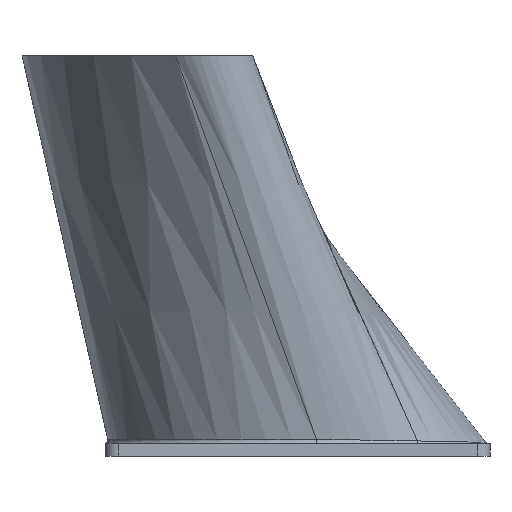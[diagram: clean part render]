
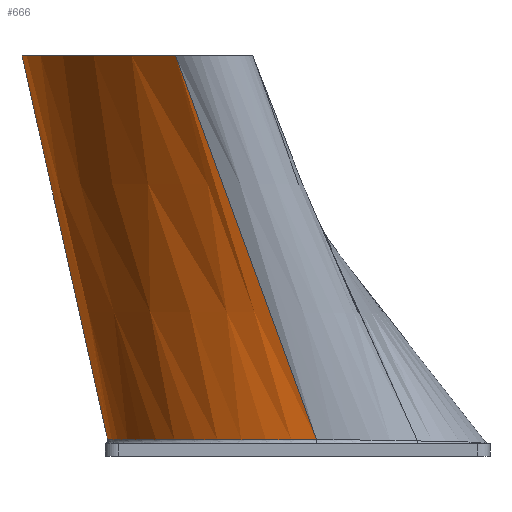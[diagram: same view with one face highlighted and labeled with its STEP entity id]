
A CAD part, left-side view. The second image highlights one B-rep face of the part: STEP entity #666.
In plain terms, the highlighted free-form (B-spline) face has degree [3, 3] with [10, 4] control points.
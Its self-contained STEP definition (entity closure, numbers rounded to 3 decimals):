
#31=LINE($,#1556,#54);
#54=VECTOR($,#800,130.062);
#107=FACE_OUTER_BOUND($,#151,.T.);
#151=EDGE_LOOP($,(#498,#499,#500,#501,#502));
#207=CIRCLE($,#717,97.25);
#233=B_SPLINE_CURVE_WITH_KNOTS($,3,(#1233,#1234,#1235,#1236,#1237,#1238,
#1239,#1240,#1241,#1242,#1243,#1244),.UNSPECIFIED.,.F.,.F.,(4,1,1,1,1,1,
1,1,1,4),(0.,1.352,2.705,3.719,4.733,
5.41,6.086,6.762,8.114,9.467),
 .UNSPECIFIED.);
#242=B_SPLINE_CURVE_WITH_KNOTS($,3,(#1433,#1434,#1435,#1436),
 .UNSPECIFIED.,.F.,.F.,(4,4),(0.,0.546),.UNSPECIFIED.);
#243=B_SPLINE_CURVE_WITH_KNOTS($,3,(#1508,#1509,#1510,#1511),
 .UNSPECIFIED.,.F.,.F.,(4,4),(-12.273,0.),.UNSPECIFIED.);
#280=VERTEX_POINT($,#1230);
#281=VERTEX_POINT($,#1232);
#286=VERTEX_POINT($,#1397);
#299=VERTEX_POINT($,#1507);
#301=VERTEX_POINT($,#1555);
#349=EDGE_CURVE($,#280,#281,#233,.T.);
#361=EDGE_CURVE($,#281,#286,#242,.T.);
#377=EDGE_CURVE($,#286,#299,#243,.T.);
#380=EDGE_CURVE($,#301,#280,#31,.T.);
#381=EDGE_CURVE($,#299,#301,#207,.T.);
#498=ORIENTED_EDGE($,*,*,#361,.F.);
#499=ORIENTED_EDGE($,*,*,#349,.F.);
#500=ORIENTED_EDGE($,*,*,#380,.F.);
#501=ORIENTED_EDGE($,*,*,#381,.F.);
#502=ORIENTED_EDGE($,*,*,#377,.F.);
#643=B_SPLINE_SURFACE_WITH_KNOTS($,3,3,((#1515,#1516,#1517,#1518),(#1519,
#1520,#1521,#1522),(#1523,#1524,#1525,#1526),(#1527,#1528,#1529,#1530),
(#1531,#1532,#1533,#1534),(#1535,#1536,#1537,#1538),(#1539,#1540,#1541,
#1542),(#1543,#1544,#1545,#1546),(#1547,#1548,#1549,#1550),(#1551,#1552,
#1553,#1554)),.UNSPECIFIED.,.F.,.F.,.F.,(4,1,1,1,1,1,1,4),(4,4),(0.5,0.571,
0.643,0.714,0.786,0.857,
0.929,1.),(0.,0.99),.UNSPECIFIED.);
#666=ADVANCED_FACE($,(#107),#643,.F.);
#717=AXIS2_PLACEMENT_3D($,#1557,#801,#802);
#800=DIRECTION($,(0.191,-0.338,-0.921));
#801=DIRECTION('center_axis',(0.,0.,1.));
#802=DIRECTION('ref_axis',(0.862,-0.508,0.));
#1230=CARTESIAN_POINT('',(-58.903,-5.89,5.168));
#1232=CARTESIAN_POINT('',(-5.369,59.028,5.218));
#1233=CARTESIAN_POINT('Ctrl Pts',(-58.903,-5.89,5.168));
#1234=CARTESIAN_POINT('Ctrl Pts',(-59.346,-1.472,5.167));
#1235=CARTESIAN_POINT('Ctrl Pts',(-59.264,7.425,5.183));
#1236=CARTESIAN_POINT('Ctrl Pts',(-56.353,19.465,5.192));
#1237=CARTESIAN_POINT('Ctrl Pts',(-51.67,29.562,5.201));
#1238=CARTESIAN_POINT('Ctrl Pts',(-46.567,36.966,5.206));
#1239=CARTESIAN_POINT('Ctrl Pts',(-41.268,42.699,5.21));
#1240=CARTESIAN_POINT('Ctrl Pts',(-36.226,47.063,5.212));
#1241=CARTESIAN_POINT('Ctrl Pts',(-28.795,52.138,5.215));
#1242=CARTESIAN_POINT('Ctrl Pts',(-18.657,56.787,5.217));
#1243=CARTESIAN_POINT('Ctrl Pts',(-9.815,58.623,5.218));
#1244=CARTESIAN_POINT('Ctrl Pts',(-5.369,59.028,5.218));
#1397=CARTESIAN_POINT('',(0.,59.272,5.218));
#1433=CARTESIAN_POINT('Ctrl Pts',(-5.369,59.028,5.218));
#1434=CARTESIAN_POINT('Ctrl Pts',(-3.585,59.19,5.218));
#1435=CARTESIAN_POINT('Ctrl Pts',(-1.791,59.272,5.218));
#1436=CARTESIAN_POINT('Ctrl Pts',(0.,59.272,
5.218));
#1507=CARTESIAN_POINT('',(0.,86.,125.));
#1508=CARTESIAN_POINT('Ctrl Pts',(0.,59.272,
5.218));
#1509=CARTESIAN_POINT('Ctrl Pts',(0.,68.181,
45.145));
#1510=CARTESIAN_POINT('Ctrl Pts',(0.,77.09,
85.073));
#1511=CARTESIAN_POINT('Ctrl Pts',(0.,86.,125.));
#1515=CARTESIAN_POINT('Ctrl Pts',(0.,86.,125.));
#1516=CARTESIAN_POINT('Ctrl Pts',(0.087,77.087,85.056));
#1517=CARTESIAN_POINT('Ctrl Pts',(0.175,68.173,45.111));
#1518=CARTESIAN_POINT('Ctrl Pts',(0.262,59.26,5.167));
#1519=CARTESIAN_POINT('Ctrl Pts',(-6.696,86.,125.));
#1520=CARTESIAN_POINT('Ctrl Pts',(-6.603,77.098,85.056));
#1521=CARTESIAN_POINT('Ctrl Pts',(-6.511,68.192,45.111));
#1522=CARTESIAN_POINT('Ctrl Pts',(-6.418,59.29,5.167));
#1523=CARTESIAN_POINT('Ctrl Pts',(-20.085,84.596,125.));
#1524=CARTESIAN_POINT('Ctrl Pts',(-19.984,75.41,85.056));
#1525=CARTESIAN_POINT('Ctrl Pts',(-19.881,66.224,45.111));
#1526=CARTESIAN_POINT('Ctrl Pts',(-19.78,57.039,5.167));
#1527=CARTESIAN_POINT('Ctrl Pts',(-38.649,78.653,125.));
#1528=CARTESIAN_POINT('Ctrl Pts',(-38.078,68.302,85.056));
#1529=CARTESIAN_POINT('Ctrl Pts',(-37.508,57.951,45.111));
#1530=CARTESIAN_POINT('Ctrl Pts',(-36.937,47.599,5.167));
#1531=CARTESIAN_POINT('Ctrl Pts',(-54.482,69.911,125.));
#1532=CARTESIAN_POINT('Ctrl Pts',(-52.741,58.059,85.056));
#1533=CARTESIAN_POINT('Ctrl Pts',(-51.002,46.206,45.111));
#1534=CARTESIAN_POINT('Ctrl Pts',(-49.26,34.354,5.167));
#1535=CARTESIAN_POINT('Ctrl Pts',(-66.893,59.844,125.));
#1536=CARTESIAN_POINT('Ctrl Pts',(-63.368,46.613,85.056));
#1537=CARTESIAN_POINT('Ctrl Pts',(-59.842,33.382,45.111));
#1538=CARTESIAN_POINT('Ctrl Pts',(-56.317,20.15,5.167));
#1539=CARTESIAN_POINT('Ctrl Pts',(-75.759,50.086,125.));
#1540=CARTESIAN_POINT('Ctrl Pts',(-70.201,35.898,85.056));
#1541=CARTESIAN_POINT('Ctrl Pts',(-64.644,21.707,45.111));
#1542=CARTESIAN_POINT('Ctrl Pts',(-59.086,7.519,5.167));
#1543=CARTESIAN_POINT('Ctrl Pts',(-81.374,42.18,125.));
#1544=CARTESIAN_POINT('Ctrl Pts',(-74.02,27.53,85.056));
#1545=CARTESIAN_POINT('Ctrl Pts',(-66.667,12.881,45.111));
#1546=CARTESIAN_POINT('Ctrl Pts',(-59.314,-1.77,5.167));
#1547=CARTESIAN_POINT('Ctrl Pts',(-83.26,39.013,125.));
#1548=CARTESIAN_POINT('Ctrl Pts',(-75.168,24.319,85.056));
#1549=CARTESIAN_POINT('Ctrl Pts',(-67.078,9.623,45.111));
#1550=CARTESIAN_POINT('Ctrl Pts',(-58.985,-5.072,5.167));
#1551=CARTESIAN_POINT('Ctrl Pts',(-83.785,38.123,125.));
#1552=CARTESIAN_POINT('Ctrl Pts',(-75.491,23.452,85.056));
#1553=CARTESIAN_POINT('Ctrl Pts',(-67.197,8.781,45.111));
#1554=CARTESIAN_POINT('Ctrl Pts',(-58.903,-5.89,5.167));
#1555=CARTESIAN_POINT('',(-83.785,38.123,125.));
#1556=CARTESIAN_POINT($,(-83.785,38.123,125.));
#1557=CARTESIAN_POINT('Origin',(0.,-11.25,125.));
